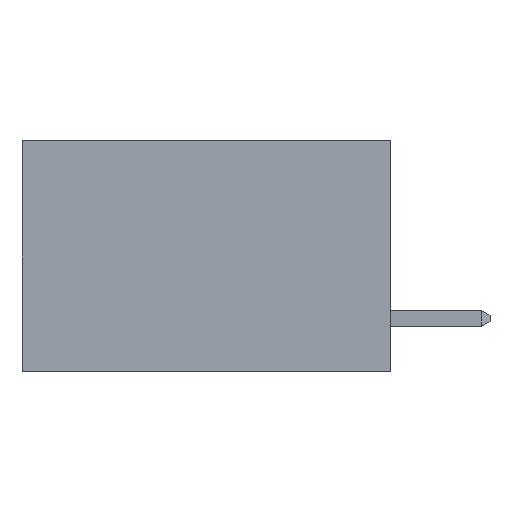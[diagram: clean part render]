
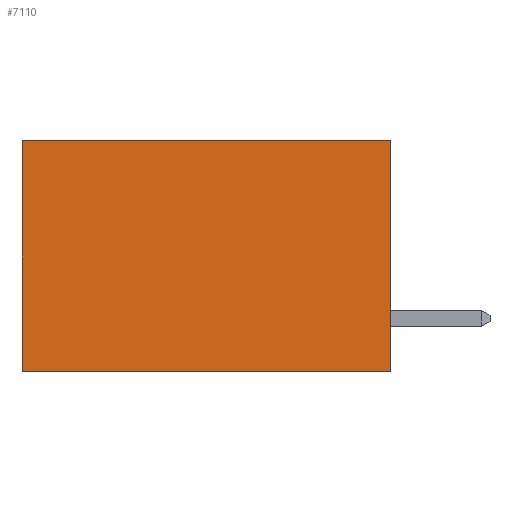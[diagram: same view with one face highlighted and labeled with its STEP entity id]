
A CAD part, left-side view. The second image highlights one B-rep face of the part: STEP entity #7110.
In plain terms, the highlighted planar face has unit normal (-1, 0, 0).
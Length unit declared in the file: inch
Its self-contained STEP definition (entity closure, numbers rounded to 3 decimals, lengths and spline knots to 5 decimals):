
#175 = CARTESIAN_POINT ( 'NONE',  ( 0.277, 0., -0.37 ) ) ;
#190 = DIRECTION ( 'NONE',  ( 0., 0., -1. ) ) ;
#270 = ORIENTED_EDGE ( 'NONE', *, *, #8457, .F. ) ;
#344 = DIRECTION ( 'NONE',  ( 0., 0., -1. ) ) ;
#633 = CARTESIAN_POINT ( 'NONE',  ( 0.277, 0.59, 0. ) ) ;
#1295 = PLANE ( 'NONE',  #1548 ) ;
#1301 = CARTESIAN_POINT ( 'NONE',  ( 0.277, 0.59, -0.37 ) ) ;
#1341 = LINE ( 'NONE', #175, #11113 ) ;
#1463 = CARTESIAN_POINT ( 'NONE',  ( 0.277, 0., -0.37 ) ) ;
#1528 = EDGE_CURVE ( 'NONE', #7347, #5574, #5071, .T. ) ;
#1548 = AXIS2_PLACEMENT_3D ( 'NONE', #5236, #6195, #344 ) ;
#1591 = DIRECTION ( 'NONE',  ( 0., 1., 0. ) ) ;
#2455 = VECTOR ( 'NONE', #3994, 39.37008 ) ;
#2963 = VERTEX_POINT ( 'NONE', #10138 ) ;
#3041 = FACE_OUTER_BOUND ( 'NONE', #10394, .T. ) ;
#3205 = VECTOR ( 'NONE', #5339, 39.37008 ) ;
#3772 = EDGE_CURVE ( 'NONE', #2963, #9021, #1341, .T. ) ;
#3994 = DIRECTION ( 'NONE',  ( 0., 0., -1. ) ) ;
#5071 = LINE ( 'NONE', #1301, #2455 ) ;
#5236 = CARTESIAN_POINT ( 'NONE',  ( 0.277, 0., -0.37 ) ) ;
#5339 = DIRECTION ( 'NONE',  ( 0., 1., 0. ) ) ;
#5574 = VERTEX_POINT ( 'NONE', #7307 ) ;
#5743 = EDGE_CURVE ( 'NONE', #2963, #7347, #10712, .T. ) ;
#5979 = CARTESIAN_POINT ( 'NONE',  ( 0.277, 0., 0. ) ) ;
#6195 = DIRECTION ( 'NONE',  ( 1., 0., 0. ) ) ;
#6277 = ORIENTED_EDGE ( 'NONE', *, *, #5743, .T. ) ;
#7110 = ADVANCED_FACE ( 'NONE', ( #3041 ), #1295, .F. ) ;
#7294 = ORIENTED_EDGE ( 'NONE', *, *, #3772, .F. ) ;
#7307 = CARTESIAN_POINT ( 'NONE',  ( 0.277, 0.59, -0.37 ) ) ;
#7347 = VERTEX_POINT ( 'NONE', #633 ) ;
#8349 = CARTESIAN_POINT ( 'NONE',  ( 0.277, 0., -0.37 ) ) ;
#8457 = EDGE_CURVE ( 'NONE', #9021, #5574, #9381, .T. ) ;
#9021 = VERTEX_POINT ( 'NONE', #1463 ) ;
#9140 = ORIENTED_EDGE ( 'NONE', *, *, #1528, .T. ) ;
#9381 = LINE ( 'NONE', #8349, #11823 ) ;
#10138 = CARTESIAN_POINT ( 'NONE',  ( 0.277, 0., 0. ) ) ;
#10394 = EDGE_LOOP ( 'NONE', ( #9140, #270, #7294, #6277 ) ) ;
#10712 = LINE ( 'NONE', #5979, #3205 ) ;
#11113 = VECTOR ( 'NONE', #190, 39.37008 ) ;
#11823 = VECTOR ( 'NONE', #1591, 39.37008 ) ;
